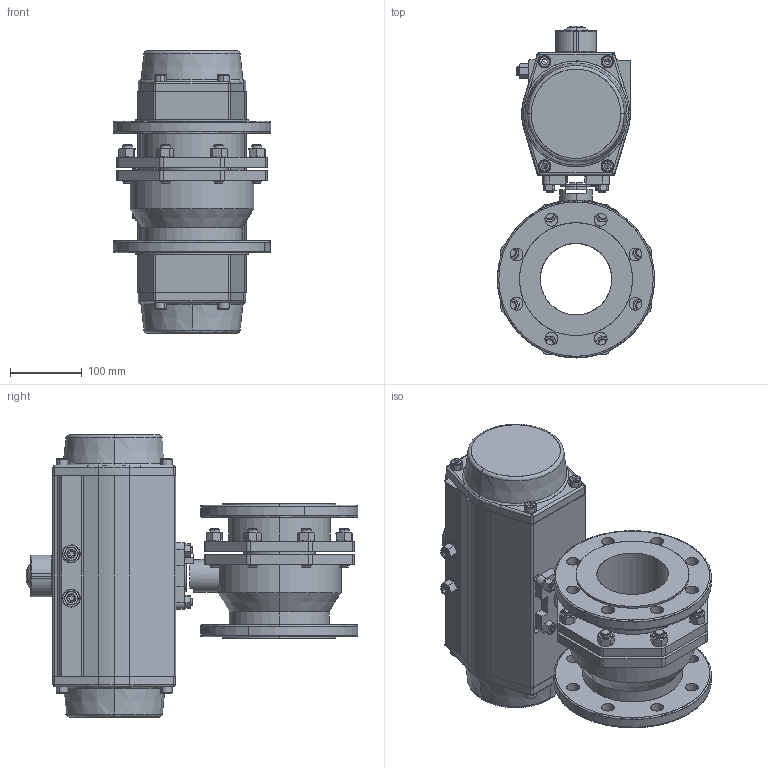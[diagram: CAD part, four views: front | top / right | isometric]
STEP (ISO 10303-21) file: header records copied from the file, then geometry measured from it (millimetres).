
FILE_DESCRIPTION (( 'STEP AP214' ), '1' );
FILE_NAME ('PK05_DN100 (PK05010011).STEP', '2022-04-28T08:32:04', ( '' ), ( '' ), 'SwSTEP 2.0', 'SolidWorks 2021', '' );
FILE_SCHEMA (( 'AUTOMOTIVE_DESIGN' ));
Length unit declared in the file: metre
Products named in the file (1): PK05_DN100 (PK05010011)
Bounding box: 220.04 x 464.21 x 395 mm (x, y, z)
Surface area: 724769.5 mm2 (no closed solid volume)
Topology: 0 solids, 594 shells, 893 faces, 4180 edges, 3757 vertices
Faces by surface type: plane 312, cylinder 284, bspline 150, cone 131, torus 11, sphere 5
Entity records: 109412 total; most frequent: CARTESIAN_POINT 69562, DIRECTION 5345, ORIENTED_EDGE 4689, EDGE_CURVE 4157, VERTEX_POINT 3757, AXIS2_PLACEMENT_3D 1939, B_SPLINE_CURVE_WITH_KNOTS 1495, VECTOR 1467
